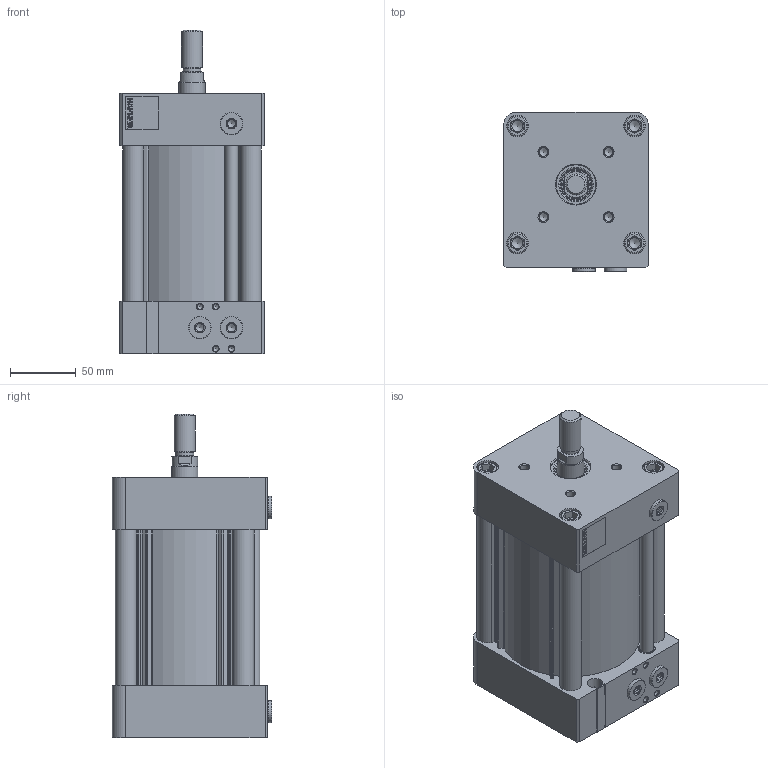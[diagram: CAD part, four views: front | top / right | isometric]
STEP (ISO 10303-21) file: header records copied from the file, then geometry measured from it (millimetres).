
FILE_DESCRIPTION(/* description */ ('HAFNER Profile cylinder LAZ'),/* implementation_level */ '2;1');
FILE_NAME(/* name */ 'HAFNER LAZ 100_080',/* time_stamp */ '2018-11-20T14:11:37+01:00',/* author */ ('Unknown'),/* organization */ ('HAFNER Pneumatik'),/* preprocessor_version */ 'ST-DEVELOPER v16.7',/* originating_system */ 'DEX',/* authorisation */ $);
FILE_SCHEMA (('AUTOMOTIVE_DESIGN {1 0 10303 214 3 1 1}'));
Length unit declared in the file: millimetre
Products named in the file (3): LAZ 100_200 nyujtható stephez; HAFNER-KS LAZ 100; HAFNER-GH-LAZ 100
Assembly tree (2 placements, depth 2):
  LAZ 100_200 nyujtható stephez
    HAFNER-KS LAZ 100
    HAFNER-GH-LAZ 100
Bounding box: 110 x 121 x 246.1 mm (x, y, z)
Volume: 1515664.8 mm3; surface area: 322765.3 mm2
Topology: 24 solids, 26 shells, 701 faces, 1726 edges, 1109 vertices
Faces by surface type: plane 394, cylinder 158, cone 113, torus 32, bspline 4
Full cylindrical faces by diameter (mm): 4.134 x8, 6.2 x3, 6.647 x4, 8 x9, 8.376 x8, 9.1 x4, 10 x9, 10.106 x2, 10.2 x2, 10.5 x10, 11 x3, 11.445 x5, 13 x4, 13.04 x3, 13.5 x1, 16 x9, 16.5 x8, 17 x3, 19.5 x1, 20 x2, 21.9 x1, 23 x1, 24 x1, 25.4 x1, 30 x4, 79.5 x2, 94 x2, 100 x6
Entity records: 23148 total; most frequent: CARTESIAN_POINT 3456, DIRECTION 3184, ORIENTED_EDGE 2676, EDGE_CURVE 1338, AXIS2_PLACEMENT_3D 1198, FACE_BOUND 1071, EDGE_LOOP 1042, VERTEX_POINT 1011
